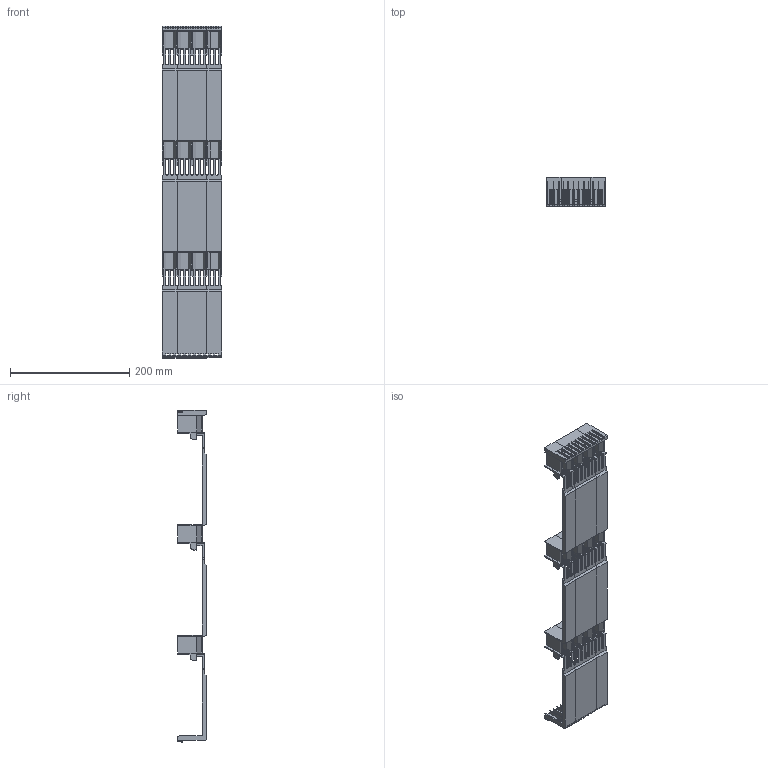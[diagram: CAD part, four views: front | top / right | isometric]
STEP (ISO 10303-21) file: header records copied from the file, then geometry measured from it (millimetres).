
FILE_DESCRIPTION((''),'2;1');
FILE_NAME('01434000.stp','2014-05-09T08:36:43',('AloisWeiner'),(''),'Autodesk Inventor 2013','Autodesk Inventor 2013','');
FILE_SCHEMA(('AUTOMOTIVE_DESIGN { 1 0 10303 214 1 1 1 1 }'));
Length unit declared in the file: millimetre
Products named in the file (4): 01434000; Abdeckung_185Power_50mm_Mitte; Abdeckung_185Power_25mm_Seite_links; Abdeckung_185Power_25mm_Seite_rechts
Assembly tree (3 placements, depth 2):
  01434000
    Abdeckung_185Power_50mm_Mitte
    Abdeckung_185Power_25mm_Seite_links
    Abdeckung_185Power_25mm_Seite_rechts
Bounding box: 100 x 48.5 x 556 mm (x, y, z)
Volume: 394111.7 mm3; surface area: 265610.5 mm2
Topology: 3 solids, 3 shells, 1384 faces, 4317 edges, 2852 vertices
Faces by surface type: plane 1204, cylinder 145, cone 35
Entity records: 47571 total; most frequent: CARTESIAN_POINT 8698, ORIENTED_EDGE 8634, DIRECTION 7485, EDGE_CURVE 4317, VECTOR 3849, LINE 3849, VERTEX_POINT 2852, AXIS2_PLACEMENT_3D 1818
